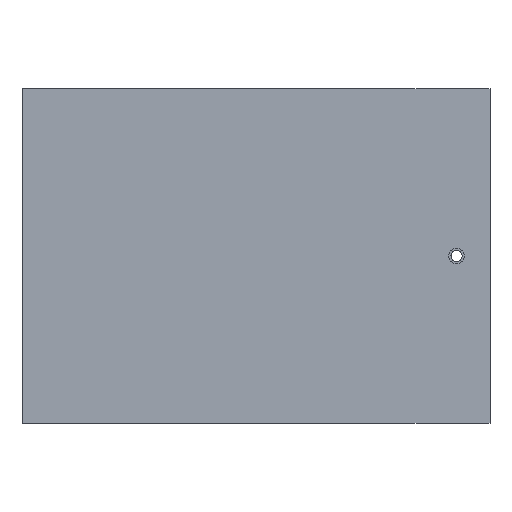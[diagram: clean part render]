
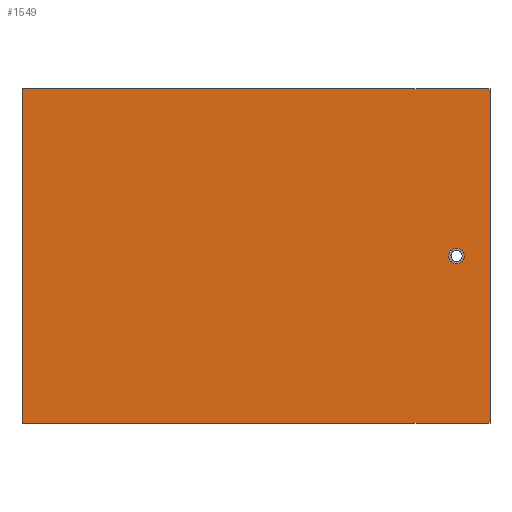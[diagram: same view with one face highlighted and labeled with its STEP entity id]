
A CAD part, left-side view. The second image highlights one B-rep face of the part: STEP entity #1549.
In plain terms, the highlighted planar face has unit normal (-1, 0, 0).
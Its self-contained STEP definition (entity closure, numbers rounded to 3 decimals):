
#5 = LINE ( 'NONE', #1389, #16 ) ;
#12 = CIRCLE ( 'NONE', #786, 3.5 ) ;
#14 = LINE ( 'NONE', #1383, #20 ) ;
#15 = LINE ( 'NONE', #1375, #17 ) ;
#16 = VECTOR ( 'NONE', #1377, 1000. ) ;
#17 = VECTOR ( 'NONE', #1388, 1000. ) ;
#20 = VECTOR ( 'NONE', #1391, 1000. ) ;
#33 = LINE ( 'NONE', #1409, #40 ) ;
#40 = VECTOR ( 'NONE', #1413, 1000. ) ;
#374 = CARTESIAN_POINT ( 'NONE',  ( 0., 210., 1. ) ) ;
#377 = PLANE ( 'NONE',  #734 ) ;
#382 = DIRECTION ( 'NONE',  ( 1., 0., 0. ) ) ;
#383 = DIRECTION ( 'NONE',  ( 0., 1., 0. ) ) ;
#483 = VERTEX_POINT ( 'NONE', #1303 ) ;
#484 = VERTEX_POINT ( 'NONE', #1304 ) ;
#491 = VERTEX_POINT ( 'NONE', #1311 ) ;
#499 = VERTEX_POINT ( 'NONE', #1319 ) ;
#734 = AXIS2_PLACEMENT_3D ( 'NONE', #374, #382, #383 ) ;
#786 = AXIS2_PLACEMENT_3D ( 'NONE', #1385, #1386, #1387 ) ;
#797 = EDGE_CURVE ( 'NONE', #1781, #1781, #12, .T. ) ;
#798 = EDGE_CURVE ( 'NONE', #483, #491, #15, .T. ) ;
#799 = EDGE_CURVE ( 'NONE', #484, #491, #5, .T. ) ;
#800 = EDGE_CURVE ( 'NONE', #499, #484, #14, .T. ) ;
#811 = EDGE_CURVE ( 'NONE', #499, #483, #33, .T. ) ;
#977 = FACE_BOUND ( 'NONE', #1171, .T. ) ;
#981 = FACE_OUTER_BOUND ( 'NONE', #1167, .T. ) ;
#1110 = CARTESIAN_POINT ( 'NONE',  ( 0., 11.5, -74. ) ) ;
#1167 = EDGE_LOOP ( 'NONE', ( #1217, #1216, #1215, #1214 ) ) ;
#1171 = EDGE_LOOP ( 'NONE', ( #1218 ) ) ;
#1214 = ORIENTED_EDGE ( 'NONE', *, *, #800, .F. ) ;
#1215 = ORIENTED_EDGE ( 'NONE', *, *, #799, .F. ) ;
#1216 = ORIENTED_EDGE ( 'NONE', *, *, #798, .T. ) ;
#1217 = ORIENTED_EDGE ( 'NONE', *, *, #811, .T. ) ;
#1218 = ORIENTED_EDGE ( 'NONE', *, *, #797, .F. ) ;
#1303 = CARTESIAN_POINT ( 'NONE',  ( 0., 210., -149. ) ) ;
#1304 = CARTESIAN_POINT ( 'NONE',  ( 0., 0., 1. ) ) ;
#1311 = CARTESIAN_POINT ( 'NONE',  ( 0., 0., -149. ) ) ;
#1319 = CARTESIAN_POINT ( 'NONE',  ( 0., 210., 1. ) ) ;
#1375 = CARTESIAN_POINT ( 'NONE',  ( 0., 210., -149. ) ) ;
#1377 = DIRECTION ( 'NONE',  ( 0., 0., -1. ) ) ;
#1383 = CARTESIAN_POINT ( 'NONE',  ( 0., 210., 1. ) ) ;
#1385 = CARTESIAN_POINT ( 'NONE',  ( 0., 15., -74. ) ) ;
#1386 = DIRECTION ( 'NONE',  ( -1., 0., 0. ) ) ;
#1387 = DIRECTION ( 'NONE',  ( 0., -1., 0. ) ) ;
#1388 = DIRECTION ( 'NONE',  ( 0., -1., 0. ) ) ;
#1389 = CARTESIAN_POINT ( 'NONE',  ( 0., 0., 1. ) ) ;
#1391 = DIRECTION ( 'NONE',  ( 0., -1., 0. ) ) ;
#1409 = CARTESIAN_POINT ( 'NONE',  ( 0., 210., 1. ) ) ;
#1413 = DIRECTION ( 'NONE',  ( 0., 0., -1. ) ) ;
#1549 = ADVANCED_FACE ( 'NONE', ( #977, #981 ), #377, .F. ) ;
#1781 = VERTEX_POINT ( 'NONE', #1110 ) ;
